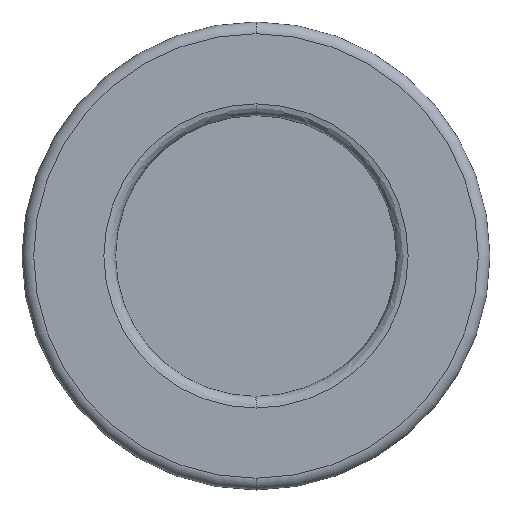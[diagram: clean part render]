
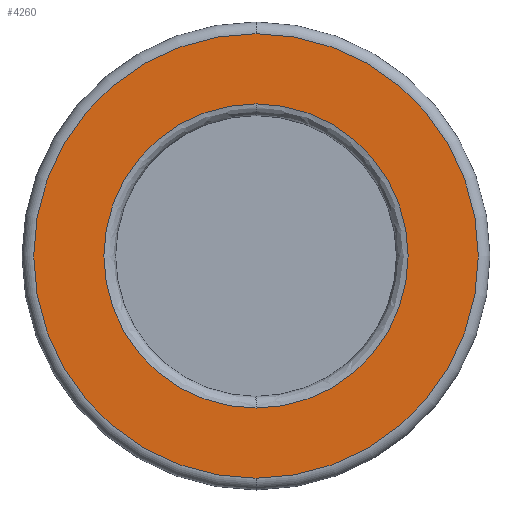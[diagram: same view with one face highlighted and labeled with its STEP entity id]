
A CAD part, top view. The second image highlights one B-rep face of the part: STEP entity #4260.
In plain terms, the highlighted planar face has unit normal (0, 0, 1).
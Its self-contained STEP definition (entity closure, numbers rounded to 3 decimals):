
#3870=CARTESIAN_POINT('',(29.952,19.5,0.));
#3880=DIRECTION('',(0.,-0.,1.));
#3890=DIRECTION('',(0.,1.,0.));
#3900=AXIS2_PLACEMENT_3D('',#3870,#3880,#3890);
#3910=PLANE('',#3900);
#3920=CARTESIAN_POINT('',(29.952,2.5,0.));
#3930=DIRECTION('',(0.,0.,1.));
#3940=DIRECTION('',(0.,1.,0.));
#3950=AXIS2_PLACEMENT_3D('',#3920,#3930,#3940);
#3960=CIRCLE('',#3950,13.);
#3970=CARTESIAN_POINT('',(42.952,2.5,0.));
#3980=VERTEX_POINT('',#3970);
#3990=CARTESIAN_POINT('',(29.952,15.5,0.));
#4000=VERTEX_POINT('',#3990);
#4010=EDGE_CURVE('',#3980,#4000,#3960,.T.);
#4020=ORIENTED_EDGE('',*,*,#4010,.F.);
#4030=CARTESIAN_POINT('',(29.952,-10.5,0.));
#4040=VERTEX_POINT('',#4030);
#4050=EDGE_CURVE('',#4000,#4040,#3960,.T.);
#4060=ORIENTED_EDGE('',*,*,#4050,.F.);
#4070=EDGE_CURVE('',#4040,#3980,#3960,.T.);
#4080=ORIENTED_EDGE('',*,*,#4070,.F.);
#4090=EDGE_LOOP('',(#4080,#4060,#4020));
#4100=FACE_BOUND('',#4090,.T.);
#4110=CARTESIAN_POINT('',(29.952,2.5,0.));
#4120=DIRECTION('',(0.,0.,1.));
#4130=DIRECTION('',(0.,1.,0.));
#4140=AXIS2_PLACEMENT_3D('',#4110,#4120,#4130);
#4150=CIRCLE('',#4140,19.);
#4160=CARTESIAN_POINT('',(29.952,21.5,0.));
#4170=VERTEX_POINT('',#4160);
#4180=CARTESIAN_POINT('',(29.952,-16.5,0.));
#4190=VERTEX_POINT('',#4180);
#4200=EDGE_CURVE('',#4170,#4190,#4150,.T.);
#4210=ORIENTED_EDGE('',*,*,#4200,.T.);
#4220=EDGE_CURVE('',#4190,#4170,#4150,.T.);
#4230=ORIENTED_EDGE('',*,*,#4220,.T.);
#4240=EDGE_LOOP('',(#4230,#4210));
#4250=FACE_OUTER_BOUND('',#4240,.T.);
#4260=ADVANCED_FACE('',(#4100,#4250),#3910,.T.);
